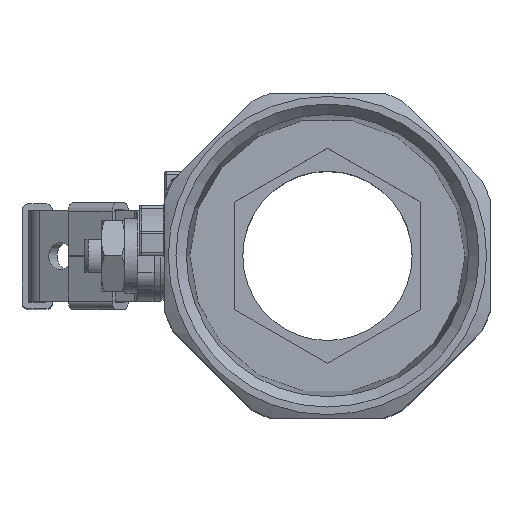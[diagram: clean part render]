
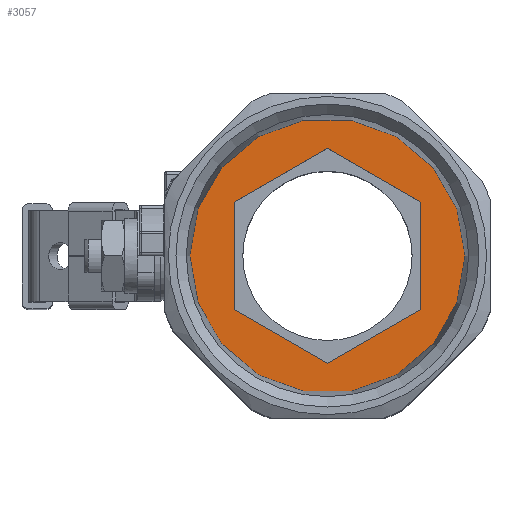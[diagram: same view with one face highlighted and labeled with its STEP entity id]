
A CAD part, top view. The second image highlights one B-rep face of the part: STEP entity #3057.
In plain terms, the highlighted planar face has unit normal (0, 0, 1).
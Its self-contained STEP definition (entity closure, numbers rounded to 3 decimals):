
#3057=ADVANCED_FACE('',(#6011,#6012),#6013,.T.);
#6011=FACE_OUTER_BOUND('',#11423,.T.);
#6012=FACE_BOUND('',#11424,.T.);
#6013=PLANE('',#11425);
#11423=EDGE_LOOP('',(#19984));
#11424=EDGE_LOOP('',(#19985,#19986,#19987,#19988,#19989,#19990));
#11425=AXIS2_PLACEMENT_3D('',#19991,#19992,#19993);
#19984=ORIENTED_EDGE('',*,*,#23458,.F.);
#19985=ORIENTED_EDGE('',*,*,#23459,.T.);
#19986=ORIENTED_EDGE('',*,*,#23460,.T.);
#19987=ORIENTED_EDGE('',*,*,#23461,.T.);
#19988=ORIENTED_EDGE('',*,*,#23462,.T.);
#19989=ORIENTED_EDGE('',*,*,#23463,.T.);
#19990=ORIENTED_EDGE('',*,*,#23464,.T.);
#19991=CARTESIAN_POINT('',(40.8,0.0,12.0));
#19992=DIRECTION('',(0.0,0.,1.0));
#19993=DIRECTION('',(0.0,-1.0,0.));
#23458=EDGE_CURVE('',#28506,#28506,#28507,.T.);
#23459=EDGE_CURVE('',#28508,#28509,#28510,.T.);
#23460=EDGE_CURVE('',#28509,#28511,#28512,.T.);
#23461=EDGE_CURVE('',#28511,#28513,#28514,.T.);
#23462=EDGE_CURVE('',#28513,#28515,#28516,.T.);
#23463=EDGE_CURVE('',#28515,#28517,#28518,.T.);
#23464=EDGE_CURVE('',#28517,#28508,#28519,.T.);
#28506=VERTEX_POINT('',#36733);
#28507=CIRCLE('',#36734,40.8);
#28508=VERTEX_POINT('',#36735);
#28509=VERTEX_POINT('',#36736);
#28510=LINE('',#36737,#36738);
#28511=VERTEX_POINT('',#36739);
#28512=LINE('',#36740,#36741);
#28513=VERTEX_POINT('',#36742);
#28514=LINE('',#36743,#36744);
#28515=VERTEX_POINT('',#36745);
#28516=LINE('',#36746,#36747);
#28517=VERTEX_POINT('',#36748);
#28518=LINE('',#36749,#36750);
#28519=LINE('',#36751,#36752);
#36733=CARTESIAN_POINT('',(0.0,40.8,12.0));
#36734=AXIS2_PLACEMENT_3D('',#39780,#39781,#39782);
#36735=CARTESIAN_POINT('',(-27.5,15.877,12.0));
#36736=CARTESIAN_POINT('',(0.,31.754,12.0));
#36737=CARTESIAN_POINT('',(-27.5,15.877,12.0));
#36738=VECTOR('',#39783,1.0);
#36739=CARTESIAN_POINT('',(27.5,15.877,12.0));
#36740=CARTESIAN_POINT('',(0.,31.754,12.0));
#36741=VECTOR('',#39784,1.0);
#36742=CARTESIAN_POINT('',(27.5,-15.877,12.0));
#36743=CARTESIAN_POINT('',(27.5,15.877,12.0));
#36744=VECTOR('',#39785,1.0);
#36745=CARTESIAN_POINT('',(0.,-31.754,12.0));
#36746=CARTESIAN_POINT('',(27.5,-15.877,12.0));
#36747=VECTOR('',#39786,1.0);
#36748=CARTESIAN_POINT('',(-27.5,-15.877,12.0));
#36749=CARTESIAN_POINT('',(0.,-31.754,12.0));
#36750=VECTOR('',#39787,1.0);
#36751=CARTESIAN_POINT('',(-27.5,-15.877,12.0));
#36752=VECTOR('',#39788,1.0);
#39780=CARTESIAN_POINT('',(0.0,0.0,12.0));
#39781=DIRECTION('',(0.0,0.,-1.0));
#39782=DIRECTION('',(0.0,1.0,0.));
#39783=DIRECTION('',(0.866,0.5,0.0));
#39784=DIRECTION('',(0.866,-0.5,0.0));
#39785=DIRECTION('',(0.,-1.0,0.0));
#39786=DIRECTION('',(-0.866,-0.5,0.0));
#39787=DIRECTION('',(-0.866,0.5,0.0));
#39788=DIRECTION('',(0.0,1.0,0.0));
